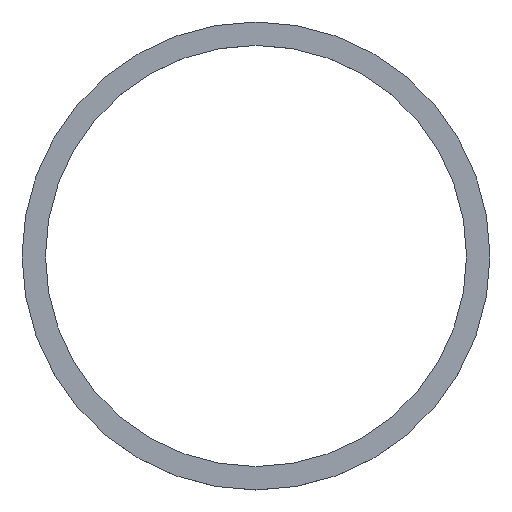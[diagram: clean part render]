
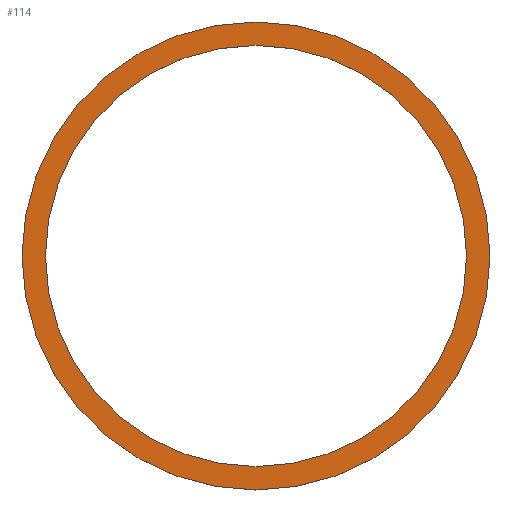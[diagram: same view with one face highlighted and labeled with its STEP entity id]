
A CAD part, top view. The second image highlights one B-rep face of the part: STEP entity #114.
In plain terms, the highlighted planar face has unit normal (0, 0, 1).
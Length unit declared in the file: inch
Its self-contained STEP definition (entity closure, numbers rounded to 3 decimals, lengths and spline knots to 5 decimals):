
#4 = VERTEX_POINT ( 'NONE', #21 ) ;
#5 = DIRECTION ( 'NONE',  ( 0., 0., -1. ) ) ;
#17 = EDGE_CURVE ( 'NONE', #181, #68, #32, .T. ) ;
#21 = CARTESIAN_POINT ( 'NONE',  ( -0.99213, 0., 0.11811 ) ) ;
#27 = ORIENTED_EDGE ( 'NONE', *, *, #136, .T. ) ;
#32 = CIRCLE ( 'NONE', #64, 1.10236 ) ;
#42 = ORIENTED_EDGE ( 'NONE', *, *, #202, .T. ) ;
#45 = EDGE_LOOP ( 'NONE', ( #42, #103 ) ) ;
#47 = EDGE_LOOP ( 'NONE', ( #160, #27 ) ) ;
#51 = CARTESIAN_POINT ( 'NONE',  ( 0., 0., 0.11811 ) ) ;
#58 = EDGE_CURVE ( 'NONE', #88, #4, #205, .T. ) ;
#61 = CIRCLE ( 'NONE', #66, 0.99213 ) ;
#62 = CARTESIAN_POINT ( 'NONE',  ( 0.99213, 0., 0.11811 ) ) ;
#64 = AXIS2_PLACEMENT_3D ( 'NONE', #84, #141, #124 ) ;
#66 = AXIS2_PLACEMENT_3D ( 'NONE', #51, #127, #74 ) ;
#68 = VERTEX_POINT ( 'NONE', #158 ) ;
#74 = DIRECTION ( 'NONE',  ( -1., 0., 0. ) ) ;
#75 = FACE_OUTER_BOUND ( 'NONE', #47, .T. ) ;
#84 = CARTESIAN_POINT ( 'NONE',  ( 0., 0., 0.11811 ) ) ;
#86 = DIRECTION ( 'NONE',  ( -1., 0., 0. ) ) ;
#88 = VERTEX_POINT ( 'NONE', #62 ) ;
#89 = CARTESIAN_POINT ( 'NONE',  ( 0., 0., 0.11811 ) ) ;
#91 = DIRECTION ( 'NONE',  ( 1., 0., 0. ) ) ;
#93 = PLANE ( 'NONE',  #231 ) ;
#103 = ORIENTED_EDGE ( 'NONE', *, *, #58, .T. ) ;
#108 = FACE_BOUND ( 'NONE', #45, .T. ) ;
#114 = ADVANCED_FACE ( 'NONE', ( #108, #75 ), #93, .T. ) ;
#118 = CIRCLE ( 'NONE', #215, 1.10236 ) ;
#124 = DIRECTION ( 'NONE',  ( -1., 0., 0. ) ) ;
#127 = DIRECTION ( 'NONE',  ( 0., 0., -1. ) ) ;
#130 = DIRECTION ( 'NONE',  ( 0., 0., 1. ) ) ;
#136 = EDGE_CURVE ( 'NONE', #68, #181, #118, .T. ) ;
#141 = DIRECTION ( 'NONE',  ( 0., 0., 1. ) ) ;
#158 = CARTESIAN_POINT ( 'NONE',  ( 1.10236, 0., 0.11811 ) ) ;
#160 = ORIENTED_EDGE ( 'NONE', *, *, #17, .T. ) ;
#181 = VERTEX_POINT ( 'NONE', #251 ) ;
#202 = EDGE_CURVE ( 'NONE', #4, #88, #61, .T. ) ;
#205 = CIRCLE ( 'NONE', #209, 0.99213 ) ;
#209 = AXIS2_PLACEMENT_3D ( 'NONE', #241, #5, #86 ) ;
#215 = AXIS2_PLACEMENT_3D ( 'NONE', #233, #130, #230 ) ;
#230 = DIRECTION ( 'NONE',  ( -1., 0., 0. ) ) ;
#231 = AXIS2_PLACEMENT_3D ( 'NONE', #89, #250, #91 ) ;
#233 = CARTESIAN_POINT ( 'NONE',  ( 0., 0., 0.11811 ) ) ;
#241 = CARTESIAN_POINT ( 'NONE',  ( 0., 0., 0.11811 ) ) ;
#250 = DIRECTION ( 'NONE',  ( 0., 0., 1. ) ) ;
#251 = CARTESIAN_POINT ( 'NONE',  ( -1.10236, 0., 0.11811 ) ) ;
